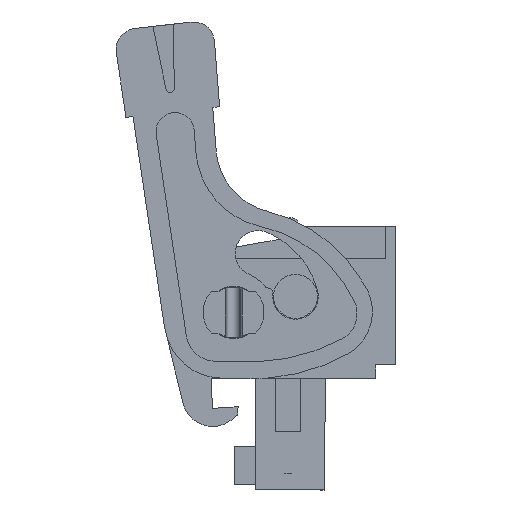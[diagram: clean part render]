
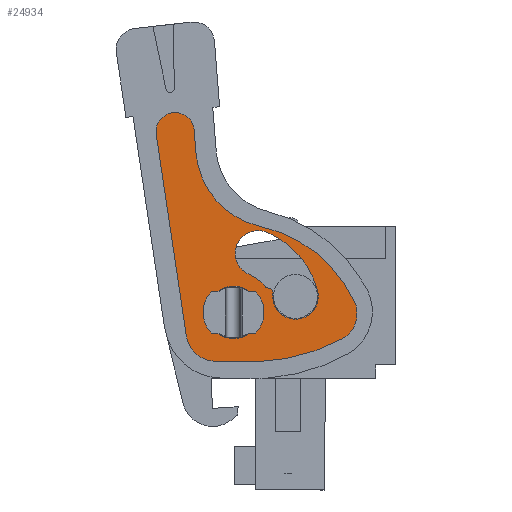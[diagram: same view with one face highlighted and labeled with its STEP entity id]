
A CAD part, left-side view. The second image highlights one B-rep face of the part: STEP entity #24934.
In plain terms, the highlighted planar face has unit normal (-1, 0, 0).
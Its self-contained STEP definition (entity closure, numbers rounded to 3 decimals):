
#24637=AXIS2_PLACEMENT_3D('Plane Axis2P3D',#24634,#24635,#24636) ;
#24766=AXIS2_PLACEMENT_3D('Circle Axis2P3D',#24764,#24765,$) ;
#24790=AXIS2_PLACEMENT_3D('Circle Axis2P3D',#24788,#24789,$) ;
#24816=AXIS2_PLACEMENT_3D('Circle Axis2P3D',#24814,#24815,$) ;
#24823=AXIS2_PLACEMENT_3D('Circle Axis2P3D',#24821,#24822,$) ;
#24830=AXIS2_PLACEMENT_3D('Circle Axis2P3D',#24828,#24829,$) ;
#24837=AXIS2_PLACEMENT_3D('Circle Axis2P3D',#24835,#24836,$) ;
#24860=AXIS2_PLACEMENT_3D('Circle Axis2P3D',#24858,#24859,$) ;
#24869=AXIS2_PLACEMENT_3D('Circle Axis2P3D',#24867,#24868,$) ;
#24876=AXIS2_PLACEMENT_3D('Circle Axis2P3D',#24874,#24875,$) ;
#24883=AXIS2_PLACEMENT_3D('Circle Axis2P3D',#24881,#24882,$) ;
#24890=AXIS2_PLACEMENT_3D('Circle Axis2P3D',#24888,#24889,$) ;
#24897=AXIS2_PLACEMENT_3D('Circle Axis2P3D',#24895,#24896,$) ;
#24904=AXIS2_PLACEMENT_3D('Circle Axis2P3D',#24902,#24903,$) ;
#24918=AXIS2_PLACEMENT_3D('Circle Axis2P3D',#24916,#24917,$) ;
#24927=AXIS2_PLACEMENT_3D('Circle Axis2P3D',#24925,#24926,$) ;
#24634=CARTESIAN_POINT('Axis2P3D Location',(1.1,1.4,0.)) ;
#24733=CARTESIAN_POINT('Line Origine',(1.1,13.287,15.072)) ;
#24737=CARTESIAN_POINT('Vertex',(1.1,12.398,9.121)) ;
#24739=CARTESIAN_POINT('Vertex',(1.1,14.176,21.023)) ;
#24764=CARTESIAN_POINT('Axis2P3D Location',(1.1,10.645,9.383)) ;
#24768=CARTESIAN_POINT('Vertex',(1.1,10.665,7.61)) ;
#24788=CARTESIAN_POINT('Axis2P3D Location',(1.1,13.058,21.19)) ;
#24792=CARTESIAN_POINT('Vertex',(1.1,11.931,21.279)) ;
#24807=CARTESIAN_POINT('Line Origine',(1.1,9.423,7.596)) ;
#24811=CARTESIAN_POINT('Vertex',(1.1,8.181,7.582)) ;
#24814=CARTESIAN_POINT('Axis2P3D Location',(1.1,8.615,19.073)) ;
#24818=CARTESIAN_POINT('Vertex',(1.1,3.202,8.927)) ;
#24821=CARTESIAN_POINT('Axis2P3D Location',(1.1,4.004,10.431)) ;
#24825=CARTESIAN_POINT('Vertex',(1.1,2.462,11.157)) ;
#24828=CARTESIAN_POINT('Axis2P3D Location',(1.1,9.73,7.737)) ;
#24832=CARTESIAN_POINT('Vertex',(1.1,8.015,15.585)) ;
#24835=CARTESIAN_POINT('Axis2P3D Location',(1.1,6.976,20.339)) ;
#24839=CARTESIAN_POINT('Vertex',(1.1,11.827,19.957)) ;
#24842=CARTESIAN_POINT('Line Origine',(1.1,11.879,20.618)) ;
#24858=CARTESIAN_POINT('Axis2P3D Location',(1.1,7.517,12.189)) ;
#24862=CARTESIAN_POINT('Vertex',(1.1,7.517,11.939)) ;
#24864=CARTESIAN_POINT('Vertex',(1.1,7.711,12.031)) ;
#24867=CARTESIAN_POINT('Axis2P3D Location',(1.1,9.6,10.5)) ;
#24871=CARTESIAN_POINT('Vertex',(1.1,8.672,12.747)) ;
#24874=CARTESIAN_POINT('Axis2P3D Location',(1.1,8.156,13.995)) ;
#24878=CARTESIAN_POINT('Vertex',(1.1,7.641,15.242)) ;
#24881=CARTESIAN_POINT('Axis2P3D Location',(1.1,9.6,10.5)) ;
#24885=CARTESIAN_POINT('Vertex',(1.1,4.633,11.789)) ;
#24888=CARTESIAN_POINT('Axis2P3D Location',(1.1,5.94,11.45)) ;
#24892=CARTESIAN_POINT('Vertex',(1.1,7.286,11.555)) ;
#24895=CARTESIAN_POINT('Axis2P3D Location',(1.1,6.887,11.524)) ;
#24899=CARTESIAN_POINT('Vertex',(1.1,7.274,11.625)) ;
#24902=CARTESIAN_POINT('Axis2P3D Location',(1.1,7.516,11.689)) ;
#24916=CARTESIAN_POINT('Axis2P3D Location',(1.1,9.6,10.5)) ;
#24920=CARTESIAN_POINT('Vertex',(1.1,9.6,8.95)) ;
#24922=CARTESIAN_POINT('Vertex',(1.1,9.6,12.05)) ;
#24925=CARTESIAN_POINT('Axis2P3D Location',(1.1,9.6,10.5)) ;
#24635=DIRECTION('Axis2P3D Direction',(1.,0.,0.)) ;
#24636=DIRECTION('Axis2P3D XDirection',(0.,1.,0.)) ;
#24734=DIRECTION('Vector Direction',(0.,0.148,0.989)) ;
#24765=DIRECTION('Axis2P3D Direction',(1.,0.,0.)) ;
#24789=DIRECTION('Axis2P3D Direction',(1.,0.,0.)) ;
#24808=DIRECTION('Vector Direction',(0.,1.,0.011)) ;
#24815=DIRECTION('Axis2P3D Direction',(1.,0.,0.)) ;
#24822=DIRECTION('Axis2P3D Direction',(1.,0.,0.)) ;
#24829=DIRECTION('Axis2P3D Direction',(1.,0.,0.)) ;
#24836=DIRECTION('Axis2P3D Direction',(1.,0.,0.)) ;
#24843=DIRECTION('Vector Direction',(0.,-0.078,-0.997)) ;
#24859=DIRECTION('Axis2P3D Direction',(1.,0.,0.)) ;
#24868=DIRECTION('Axis2P3D Direction',(1.,0.,0.)) ;
#24875=DIRECTION('Axis2P3D Direction',(1.,0.,0.)) ;
#24882=DIRECTION('Axis2P3D Direction',(1.,0.,0.)) ;
#24889=DIRECTION('Axis2P3D Direction',(1.,0.,0.)) ;
#24896=DIRECTION('Axis2P3D Direction',(1.,0.,0.)) ;
#24903=DIRECTION('Axis2P3D Direction',(1.,0.,0.)) ;
#24917=DIRECTION('Axis2P3D Direction',(1.,0.,0.)) ;
#24926=DIRECTION('Axis2P3D Direction',(1.,0.,0.)) ;
#24735=VECTOR('Line Direction',#24734,1.) ;
#24809=VECTOR('Line Direction',#24808,1.) ;
#24844=VECTOR('Line Direction',#24843,1.) ;
#24848=ORIENTED_EDGE('',*,*,#24770,.F.) ;
#24849=ORIENTED_EDGE('',*,*,#24813,.F.) ;
#24850=ORIENTED_EDGE('',*,*,#24820,.F.) ;
#24851=ORIENTED_EDGE('',*,*,#24827,.F.) ;
#24852=ORIENTED_EDGE('',*,*,#24834,.F.) ;
#24853=ORIENTED_EDGE('',*,*,#24841,.F.) ;
#24854=ORIENTED_EDGE('',*,*,#24846,.F.) ;
#24855=ORIENTED_EDGE('',*,*,#24794,.F.) ;
#24856=ORIENTED_EDGE('',*,*,#24741,.F.) ;
#24908=ORIENTED_EDGE('',*,*,#24866,.T.) ;
#24909=ORIENTED_EDGE('',*,*,#24873,.F.) ;
#24910=ORIENTED_EDGE('',*,*,#24880,.T.) ;
#24911=ORIENTED_EDGE('',*,*,#24887,.T.) ;
#24912=ORIENTED_EDGE('',*,*,#24894,.T.) ;
#24913=ORIENTED_EDGE('',*,*,#24901,.T.) ;
#24914=ORIENTED_EDGE('',*,*,#24906,.F.) ;
#24931=ORIENTED_EDGE('',*,*,#24924,.T.) ;
#24932=ORIENTED_EDGE('',*,*,#24929,.T.) ;
#24915=FACE_BOUND('',#24907,.T.) ;
#24933=FACE_BOUND('',#24930,.T.) ;
#24934=ADVANCED_FACE('lock',(#24857,#24915,#24933),#24638,.F.) ;
#24767=CIRCLE('generated circle',#24766,1.773) ;
#24791=CIRCLE('generated circle',#24790,1.131) ;
#24817=CIRCLE('generated circle',#24816,11.5) ;
#24824=CIRCLE('generated circle',#24823,1.705) ;
#24831=CIRCLE('generated circle',#24830,8.033) ;
#24838=CIRCLE('generated circle',#24837,4.866) ;
#24861=CIRCLE('generated circle',#24860,0.25) ;
#24870=CIRCLE('generated circle',#24869,2.431) ;
#24877=CIRCLE('generated circle',#24876,1.35) ;
#24884=CIRCLE('generated circle',#24883,5.131) ;
#24891=CIRCLE('generated circle',#24890,1.35) ;
#24898=CIRCLE('generated circle',#24897,0.4) ;
#24905=CIRCLE('generated circle',#24904,0.25) ;
#24919=CIRCLE('generated circle',#24918,1.55) ;
#24928=CIRCLE('generated circle',#24927,1.55) ;
#24741=EDGE_CURVE('',#24738,#24740,#24736,.T.) ;
#24770=EDGE_CURVE('',#24769,#24738,#24767,.T.) ;
#24794=EDGE_CURVE('',#24740,#24793,#24791,.T.) ;
#24813=EDGE_CURVE('',#24812,#24769,#24810,.T.) ;
#24820=EDGE_CURVE('',#24819,#24812,#24817,.T.) ;
#24827=EDGE_CURVE('',#24826,#24819,#24824,.T.) ;
#24834=EDGE_CURVE('',#24833,#24826,#24831,.T.) ;
#24841=EDGE_CURVE('',#24840,#24833,#24838,.F.) ;
#24846=EDGE_CURVE('',#24793,#24840,#24845,.T.) ;
#24866=EDGE_CURVE('',#24863,#24865,#24861,.T.) ;
#24873=EDGE_CURVE('',#24872,#24865,#24870,.T.) ;
#24880=EDGE_CURVE('',#24872,#24879,#24877,.T.) ;
#24887=EDGE_CURVE('',#24879,#24886,#24884,.T.) ;
#24894=EDGE_CURVE('',#24886,#24893,#24891,.T.) ;
#24901=EDGE_CURVE('',#24893,#24900,#24898,.T.) ;
#24906=EDGE_CURVE('',#24863,#24900,#24905,.T.) ;
#24924=EDGE_CURVE('',#24921,#24923,#24919,.T.) ;
#24929=EDGE_CURVE('',#24923,#24921,#24928,.T.) ;
#24847=EDGE_LOOP('',(#24848,#24849,#24850,#24851,#24852,#24853,#24854,#24855,#24856)) ;
#24907=EDGE_LOOP('',(#24908,#24909,#24910,#24911,#24912,#24913,#24914)) ;
#24930=EDGE_LOOP('',(#24931,#24932)) ;
#24857=FACE_OUTER_BOUND('',#24847,.T.) ;
#24736=LINE('Line',#24733,#24735) ;
#24810=LINE('Line',#24807,#24809) ;
#24845=LINE('Line',#24842,#24844) ;
#24638=PLANE('',#24637) ;
#24738=VERTEX_POINT('',#24737) ;
#24740=VERTEX_POINT('',#24739) ;
#24769=VERTEX_POINT('',#24768) ;
#24793=VERTEX_POINT('',#24792) ;
#24812=VERTEX_POINT('',#24811) ;
#24819=VERTEX_POINT('',#24818) ;
#24826=VERTEX_POINT('',#24825) ;
#24833=VERTEX_POINT('',#24832) ;
#24840=VERTEX_POINT('',#24839) ;
#24863=VERTEX_POINT('',#24862) ;
#24865=VERTEX_POINT('',#24864) ;
#24872=VERTEX_POINT('',#24871) ;
#24879=VERTEX_POINT('',#24878) ;
#24886=VERTEX_POINT('',#24885) ;
#24893=VERTEX_POINT('',#24892) ;
#24900=VERTEX_POINT('',#24899) ;
#24921=VERTEX_POINT('',#24920) ;
#24923=VERTEX_POINT('',#24922) ;
